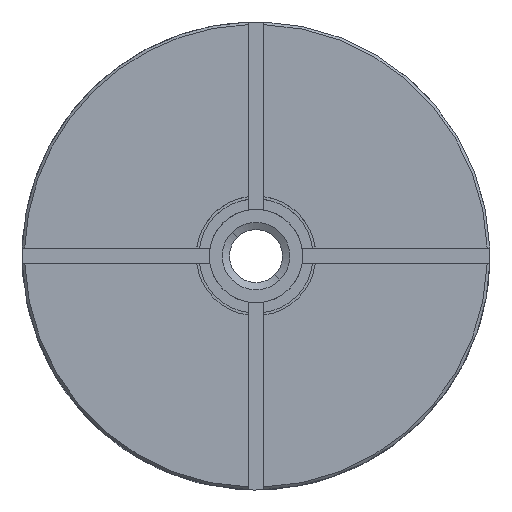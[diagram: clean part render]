
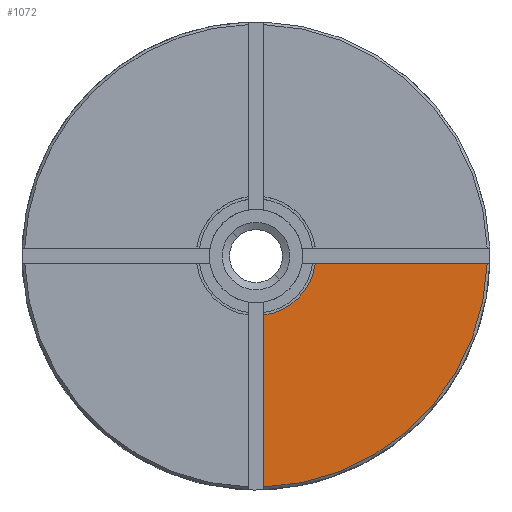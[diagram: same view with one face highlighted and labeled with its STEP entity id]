
A CAD part, top view. The second image highlights one B-rep face of the part: STEP entity #1072.
In plain terms, the highlighted planar face has unit normal (0, 0, 1).
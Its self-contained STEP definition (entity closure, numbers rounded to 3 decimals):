
#94 = VERTEX_POINT ( 'NONE', #2095 ) ;
#151 = VECTOR ( 'NONE', #307, 1000. ) ;
#227 = DIRECTION ( 'NONE',  ( -0.707, 0.707, 0. ) ) ;
#273 = ORIENTED_EDGE ( 'NONE', *, *, #3217, .F. ) ;
#287 = EDGE_CURVE ( 'NONE', #1420, #1717, #3426, .T. ) ;
#290 = DIRECTION ( 'NONE',  ( 0., 0., 1. ) ) ;
#295 = CARTESIAN_POINT ( 'NONE',  ( 6.364, 6.364, 39. ) ) ;
#307 = DIRECTION ( 'NONE',  ( 0., 1., 0. ) ) ;
#357 = EDGE_LOOP ( 'NONE', ( #2907, #2218, #273, #1510 ) ) ;
#504 = CARTESIAN_POINT ( 'NONE',  ( 0., 0., 39. ) ) ;
#559 = CARTESIAN_POINT ( 'NONE',  ( 1.5, 6.364, 39. ) ) ;
#612 = CARTESIAN_POINT ( 'NONE',  ( 1.5, -44.475, 39. ) ) ;
#1061 = DIRECTION ( 'NONE',  ( -0.707, 0.707, 0. ) ) ;
#1072 = ADVANCED_FACE ( 'NONE', ( #2687 ), #2395, .F. ) ;
#1349 = LINE ( 'NONE', #2683, #1766 ) ;
#1380 = DIRECTION ( 'NONE',  ( 0., 0., -1. ) ) ;
#1420 = VERTEX_POINT ( 'NONE', #2900 ) ;
#1510 = ORIENTED_EDGE ( 'NONE', *, *, #287, .T. ) ;
#1579 = DIRECTION ( 'NONE',  ( -0.707, 0.707, 0. ) ) ;
#1707 = CIRCLE ( 'NONE', #3166, 44.5 ) ;
#1714 = VERTEX_POINT ( 'NONE', #612 ) ;
#1717 = VERTEX_POINT ( 'NONE', #2257 ) ;
#1744 = AXIS2_PLACEMENT_3D ( 'NONE', #295, #1380, #1061 ) ;
#1766 = VECTOR ( 'NONE', #3244, 1000. ) ;
#2095 = CARTESIAN_POINT ( 'NONE',  ( 44.475, -1.5, 39. ) ) ;
#2218 = ORIENTED_EDGE ( 'NONE', *, *, #3173, .T. ) ;
#2257 = CARTESIAN_POINT ( 'NONE',  ( 1.5, -11.402, 39. ) ) ;
#2363 = AXIS2_PLACEMENT_3D ( 'NONE', #2510, #2378, #227 ) ;
#2378 = DIRECTION ( 'NONE',  ( 0., 0., -1. ) ) ;
#2395 = PLANE ( 'NONE',  #1744 ) ;
#2510 = CARTESIAN_POINT ( 'NONE',  ( 0., 0., 39. ) ) ;
#2683 = CARTESIAN_POINT ( 'NONE',  ( 6.364, -1.5, 39. ) ) ;
#2687 = FACE_OUTER_BOUND ( 'NONE', #357, .T. ) ;
#2720 = LINE ( 'NONE', #559, #151 ) ;
#2900 = CARTESIAN_POINT ( 'NONE',  ( 11.402, -1.5, 39. ) ) ;
#2907 = ORIENTED_EDGE ( 'NONE', *, *, #3143, .F. ) ;
#3143 = EDGE_CURVE ( 'NONE', #1714, #1717, #2720, .T. ) ;
#3166 = AXIS2_PLACEMENT_3D ( 'NONE', #504, #290, #1579 ) ;
#3173 = EDGE_CURVE ( 'NONE', #1714, #94, #1707, .T. ) ;
#3217 = EDGE_CURVE ( 'NONE', #1420, #94, #1349, .T. ) ;
#3244 = DIRECTION ( 'NONE',  ( 1., 0., 0. ) ) ;
#3426 = CIRCLE ( 'NONE', #2363, 11.5 ) ;
